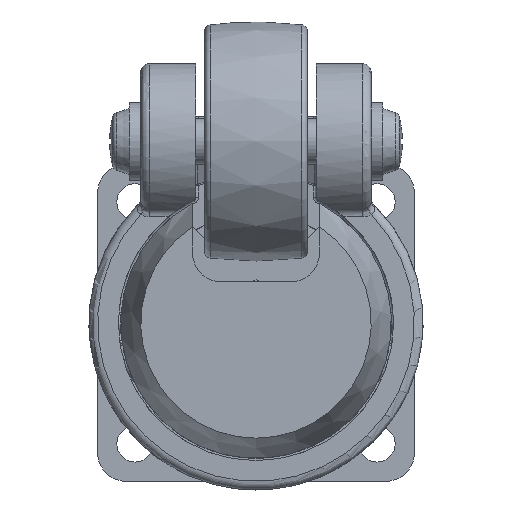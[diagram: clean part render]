
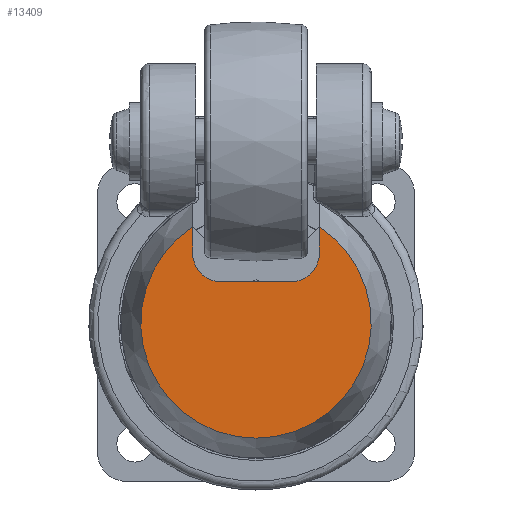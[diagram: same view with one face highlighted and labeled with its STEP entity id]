
A CAD part, front view. The second image highlights one B-rep face of the part: STEP entity #13409.
In plain terms, the highlighted planar face has unit normal (0, -1, 0).
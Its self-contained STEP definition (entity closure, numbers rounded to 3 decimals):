
#1451=CARTESIAN_POINT('',(-70.167,-38.371,19.085));
#1452=VERTEX_POINT('',#1451);
#1453=CARTESIAN_POINT('',(-70.167,-38.371,-19.085));
#1454=VERTEX_POINT('',#1453);
#1455=CARTESIAN_POINT('',(-99.148,-38.371,0.));
#1456=DIRECTION('',(0.0,-1.0,0.0));
#1457=DIRECTION('',(-1.0,0.0,0.0));
#1458=AXIS2_PLACEMENT_3D('',#1455,#1456,#1457);
#1459=CIRCLE('',#1458,34.701);
#1460=EDGE_CURVE('',#1452,#1454,#1459,.T.);
#13350=CARTESIAN_POINT('',(-78.111,-38.371,-19.085));
#13351=VERTEX_POINT('',#13350);
#13358=CARTESIAN_POINT('',(-70.167,-38.371,-19.085));
#13359=DIRECTION('',(-1.0,0.0,0.0));
#13360=VECTOR('',#13359,7.944);
#13361=LINE('',#13358,#13360);
#13362=EDGE_CURVE('',#1454,#13351,#13361,.T.);
#13368=CARTESIAN_POINT('',(-134.231,-38.371,35.117));
#13369=DIRECTION('',(0.0,-1.0,0.0));
#13370=DIRECTION('',(0.0,0.0,-1.0));
#13371=AXIS2_PLACEMENT_3D('',#13368,#13369,#13370);
#13372=PLANE('',#13371);
#13373=CARTESIAN_POINT('',(-78.111,-38.371,19.085));
#13374=VERTEX_POINT('',#13373);
#13375=CARTESIAN_POINT('',(-78.111,-38.371,19.085));
#13376=DIRECTION('',(1.0,0.0,0.0));
#13377=VECTOR('',#13376,7.944);
#13378=LINE('',#13375,#13377);
#13379=EDGE_CURVE('',#13374,#1452,#13378,.T.);
#13380=ORIENTED_EDGE('',*,*,#13379,.T.);
#13381=ORIENTED_EDGE('',*,*,#1460,.T.);
#13382=ORIENTED_EDGE('',*,*,#13362,.T.);
#13383=CARTESIAN_POINT('',(-86.786,-38.371,-10.41));
#13384=VERTEX_POINT('',#13383);
#13385=CARTESIAN_POINT('',(-78.111,-38.371,-10.41));
#13386=DIRECTION('',(0.0,1.0,0.0));
#13387=DIRECTION('',(1.0,0.0,0.0));
#13388=AXIS2_PLACEMENT_3D('',#13385,#13386,#13387);
#13389=CIRCLE('',#13388,8.675);
#13390=EDGE_CURVE('',#13351,#13384,#13389,.T.);
#13391=ORIENTED_EDGE('',*,*,#13390,.T.);
#13392=CARTESIAN_POINT('',(-86.786,-38.371,10.41));
#13393=VERTEX_POINT('',#13392);
#13394=CARTESIAN_POINT('',(-86.786,-38.371,-10.41));
#13395=DIRECTION('',(0.0,0.0,1.0));
#13396=VECTOR('',#13395,20.821);
#13397=LINE('',#13394,#13396);
#13398=EDGE_CURVE('',#13384,#13393,#13397,.T.);
#13399=ORIENTED_EDGE('',*,*,#13398,.T.);
#13400=CARTESIAN_POINT('',(-78.111,-38.371,10.41));
#13401=DIRECTION('',(0.0,1.0,0.0));
#13402=DIRECTION('',(1.0,0.0,0.0));
#13403=AXIS2_PLACEMENT_3D('',#13400,#13401,#13402);
#13404=CIRCLE('',#13403,8.675);
#13405=EDGE_CURVE('',#13393,#13374,#13404,.T.);
#13406=ORIENTED_EDGE('',*,*,#13405,.T.);
#13407=EDGE_LOOP('',(#13380,#13381,#13382,#13391,#13399,#13406));
#13408=FACE_OUTER_BOUND('',#13407,.T.);
#13409=ADVANCED_FACE('',(#13408),#13372,.T.);
